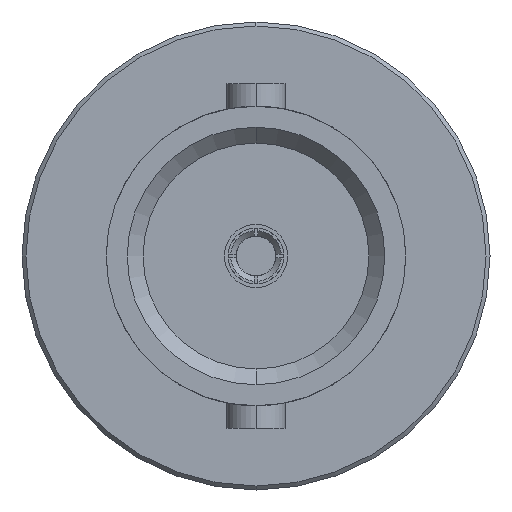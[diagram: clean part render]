
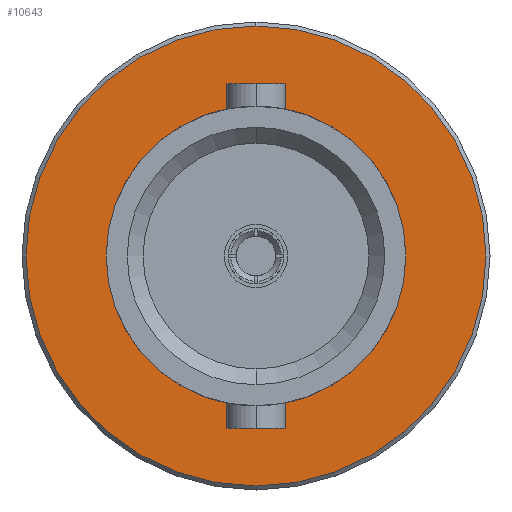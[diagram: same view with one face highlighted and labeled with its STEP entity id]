
A CAD part, left-side view. The second image highlights one B-rep face of the part: STEP entity #10643.
In plain terms, the highlighted planar face has unit normal (-1, 0, 0).
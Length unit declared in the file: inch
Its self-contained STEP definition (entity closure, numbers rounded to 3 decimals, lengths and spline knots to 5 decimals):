
#881 = CIRCLE ( 'NONE', #18665, 0.29028 ) ;
#1803 = AXIS2_PLACEMENT_3D ( 'NONE', #18271, #5539, #3762 ) ;
#2164 = DIRECTION ( 'NONE',  ( -1., 0., 0. ) ) ;
#2993 = DIRECTION ( 'NONE',  ( -1., 0., 0. ) ) ;
#3347 = CARTESIAN_POINT ( 'NONE',  ( 0.425, 0., 0.29028 ) ) ;
#3762 = DIRECTION ( 'NONE',  ( 0., 0., 1. ) ) ;
#4593 = CARTESIAN_POINT ( 'NONE',  ( 0.425, 0., 0. ) ) ;
#4671 = FACE_OUTER_BOUND ( 'NONE', #12310, .T. ) ;
#4881 = PLANE ( 'NONE',  #22084 ) ;
#4929 = CIRCLE ( 'NONE', #24752, 0.29028 ) ;
#5539 = DIRECTION ( 'NONE',  ( -1., 0., 0. ) ) ;
#7583 = VERTEX_POINT ( 'NONE', #24650 ) ;
#10643 = ADVANCED_FACE ( 'NONE', ( #16614, #4671 ), #4881, .T. ) ;
#11884 = EDGE_CURVE ( 'NONE', #25749, #13641, #4929, .T. ) ;
#12310 = EDGE_LOOP ( 'NONE', ( #18541, #13618 ) ) ;
#13618 = ORIENTED_EDGE ( 'NONE', *, *, #11884, .T. ) ;
#13641 = VERTEX_POINT ( 'NONE', #18014 ) ;
#13761 = CARTESIAN_POINT ( 'NONE',  ( 0.425, 0., -0.189 ) ) ;
#13770 = EDGE_CURVE ( 'NONE', #7583, #23576, #24286, .T. ) ;
#14346 = DIRECTION ( 'NONE',  ( -1., 0., 0. ) ) ;
#16558 = DIRECTION ( 'NONE',  ( -1., 0., 0. ) ) ;
#16614 = FACE_BOUND ( 'NONE', #24100, .T. ) ;
#16628 = ORIENTED_EDGE ( 'NONE', *, *, #13770, .F. ) ;
#17043 = DIRECTION ( 'NONE',  ( 0., 0., 1. ) ) ;
#17479 = EDGE_CURVE ( 'NONE', #23576, #7583, #25532, .T. ) ;
#17780 = CARTESIAN_POINT ( 'NONE',  ( 0.425, 0.17832, 0. ) ) ;
#18014 = CARTESIAN_POINT ( 'NONE',  ( 0.425, 0., -0.29028 ) ) ;
#18271 = CARTESIAN_POINT ( 'NONE',  ( 0.425, 0., 0. ) ) ;
#18541 = ORIENTED_EDGE ( 'NONE', *, *, #24070, .T. ) ;
#18665 = AXIS2_PLACEMENT_3D ( 'NONE', #24934, #16558, #18721 ) ;
#18721 = DIRECTION ( 'NONE',  ( 0., 0., 1. ) ) ;
#20518 = AXIS2_PLACEMENT_3D ( 'NONE', #20881, #14346, #20787 ) ;
#20724 = ORIENTED_EDGE ( 'NONE', *, *, #17479, .F. ) ;
#20787 = DIRECTION ( 'NONE',  ( 0., 0., 1. ) ) ;
#20881 = CARTESIAN_POINT ( 'NONE',  ( 0.425, 0., 0. ) ) ;
#22084 = AXIS2_PLACEMENT_3D ( 'NONE', #17780, #2993, #26299 ) ;
#23576 = VERTEX_POINT ( 'NONE', #13761 ) ;
#24070 = EDGE_CURVE ( 'NONE', #13641, #25749, #881, .T. ) ;
#24100 = EDGE_LOOP ( 'NONE', ( #16628, #20724 ) ) ;
#24286 = CIRCLE ( 'NONE', #1803, 0.189 ) ;
#24650 = CARTESIAN_POINT ( 'NONE',  ( 0.425, 0., 0.189 ) ) ;
#24752 = AXIS2_PLACEMENT_3D ( 'NONE', #4593, #2164, #17043 ) ;
#24934 = CARTESIAN_POINT ( 'NONE',  ( 0.425, 0., 0. ) ) ;
#25532 = CIRCLE ( 'NONE', #20518, 0.189 ) ;
#25749 = VERTEX_POINT ( 'NONE', #3347 ) ;
#26299 = DIRECTION ( 'NONE',  ( 0., 0., 1. ) ) ;
